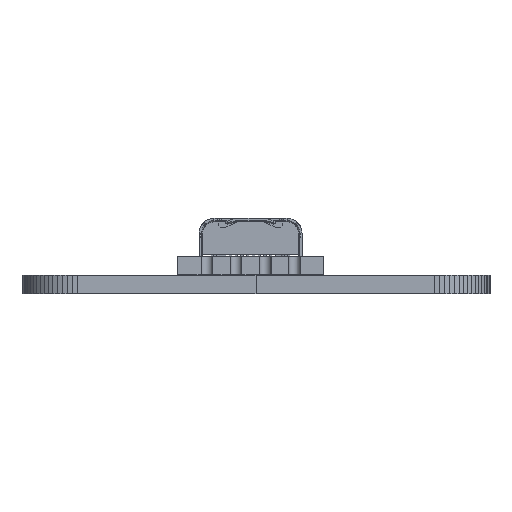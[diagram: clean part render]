
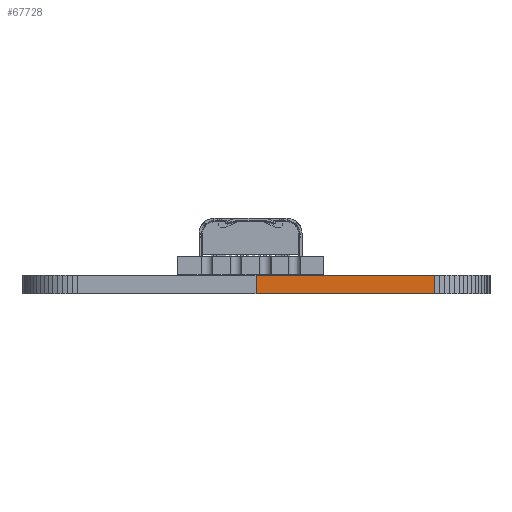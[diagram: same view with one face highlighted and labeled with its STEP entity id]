
A CAD part, front view. The second image highlights one B-rep face of the part: STEP entity #67728.
In plain terms, the highlighted planar face has unit normal (0, -1, 0).
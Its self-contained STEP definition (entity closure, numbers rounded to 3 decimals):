
#61721 = PLANE('',#61722);
#61722 = AXIS2_PLACEMENT_3D('',#61723,#61724,#61725);
#61723 = CARTESIAN_POINT('',(190.356,-79.231,1.58));
#61724 = DIRECTION('',(-0.,-0.,-1.));
#61725 = DIRECTION('',(-1.,0.,0.));
#61775 = PLANE('',#61776);
#61776 = AXIS2_PLACEMENT_3D('',#61777,#61778,#61779);
#61777 = CARTESIAN_POINT('',(190.356,-79.231,0.));
#61778 = DIRECTION('',(-0.,-0.,-1.));
#61779 = DIRECTION('',(-1.,0.,0.));
#62836 = VERTEX_POINT('',#62837);
#62837 = CARTESIAN_POINT('',(205.85,-99.551,0.));
#62851 = PLANE('',#62852);
#62852 = AXIS2_PLACEMENT_3D('',#62853,#62854,#62855);
#62853 = CARTESIAN_POINT('',(206.296,-99.531,0.));
#62854 = DIRECTION('',(0.046,-0.999,0.));
#62855 = DIRECTION('',(-0.999,-0.046,0.));
#62863 = EDGE_CURVE('',#62836,#62864,#62866,.T.);
#62864 = VERTEX_POINT('',#62865);
#62865 = CARTESIAN_POINT('',(190.356,-99.551,0.));
#62866 = SURFACE_CURVE('',#62867,(#62871,#62878),.PCURVE_S1.);
#62867 = LINE('',#62868,#62869);
#62868 = CARTESIAN_POINT('',(205.85,-99.551,0.));
#62869 = VECTOR('',#62870,1.);
#62870 = DIRECTION('',(-1.,0.,0.));
#62871 = PCURVE('',#61775,#62872);
#62872 = DEFINITIONAL_REPRESENTATION('',(#62873),#62877);
#62873 = LINE('',#62874,#62875);
#62874 = CARTESIAN_POINT('',(-15.494,-20.32));
#62875 = VECTOR('',#62876,1.);
#62876 = DIRECTION('',(1.,0.));
#62877 = ( GEOMETRIC_REPRESENTATION_CONTEXT(2) 
PARAMETRIC_REPRESENTATION_CONTEXT() REPRESENTATION_CONTEXT('2D SPACE',''
  ) );
#62878 = PCURVE('',#62879,#62884);
#62879 = PLANE('',#62880);
#62880 = AXIS2_PLACEMENT_3D('',#62881,#62882,#62883);
#62881 = CARTESIAN_POINT('',(205.85,-99.551,0.));
#62882 = DIRECTION('',(0.,-1.,0.));
#62883 = DIRECTION('',(-1.,0.,0.));
#62884 = DEFINITIONAL_REPRESENTATION('',(#62885),#62889);
#62885 = LINE('',#62886,#62887);
#62886 = CARTESIAN_POINT('',(0.,-0.));
#62887 = VECTOR('',#62888,1.);
#62888 = DIRECTION('',(1.,0.));
#62889 = ( GEOMETRIC_REPRESENTATION_CONTEXT(2) 
PARAMETRIC_REPRESENTATION_CONTEXT() REPRESENTATION_CONTEXT('2D SPACE',''
  ) );
#62907 = PLANE('',#62908);
#62908 = AXIS2_PLACEMENT_3D('',#62909,#62910,#62911);
#62909 = CARTESIAN_POINT('',(190.356,-99.551,0.));
#62910 = DIRECTION('',(0.,-1.,0.));
#62911 = DIRECTION('',(-1.,0.,0.));
#64859 = VERTEX_POINT('',#64860);
#64860 = CARTESIAN_POINT('',(205.85,-99.551,1.58));
#64881 = EDGE_CURVE('',#64859,#64882,#64884,.T.);
#64882 = VERTEX_POINT('',#64883);
#64883 = CARTESIAN_POINT('',(190.356,-99.551,1.58));
#64884 = SURFACE_CURVE('',#64885,(#64889,#64896),.PCURVE_S1.);
#64885 = LINE('',#64886,#64887);
#64886 = CARTESIAN_POINT('',(205.85,-99.551,1.58));
#64887 = VECTOR('',#64888,1.);
#64888 = DIRECTION('',(-1.,0.,0.));
#64889 = PCURVE('',#61721,#64890);
#64890 = DEFINITIONAL_REPRESENTATION('',(#64891),#64895);
#64891 = LINE('',#64892,#64893);
#64892 = CARTESIAN_POINT('',(-15.494,-20.32));
#64893 = VECTOR('',#64894,1.);
#64894 = DIRECTION('',(1.,0.));
#64895 = ( GEOMETRIC_REPRESENTATION_CONTEXT(2) 
PARAMETRIC_REPRESENTATION_CONTEXT() REPRESENTATION_CONTEXT('2D SPACE',''
  ) );
#64896 = PCURVE('',#62879,#64897);
#64897 = DEFINITIONAL_REPRESENTATION('',(#64898),#64902);
#64898 = LINE('',#64899,#64900);
#64899 = CARTESIAN_POINT('',(0.,-1.58));
#64900 = VECTOR('',#64901,1.);
#64901 = DIRECTION('',(1.,0.));
#64902 = ( GEOMETRIC_REPRESENTATION_CONTEXT(2) 
PARAMETRIC_REPRESENTATION_CONTEXT() REPRESENTATION_CONTEXT('2D SPACE',''
  ) );
#67680 = EDGE_CURVE('',#62836,#64859,#67681,.T.);
#67681 = SURFACE_CURVE('',#67682,(#67686,#67693),.PCURVE_S1.);
#67682 = LINE('',#67683,#67684);
#67683 = CARTESIAN_POINT('',(205.85,-99.551,0.));
#67684 = VECTOR('',#67685,1.);
#67685 = DIRECTION('',(0.,0.,1.));
#67686 = PCURVE('',#62851,#67687);
#67687 = DEFINITIONAL_REPRESENTATION('',(#67688),#67692);
#67688 = LINE('',#67689,#67690);
#67689 = CARTESIAN_POINT('',(0.446,0.));
#67690 = VECTOR('',#67691,1.);
#67691 = DIRECTION('',(0.,-1.));
#67692 = ( GEOMETRIC_REPRESENTATION_CONTEXT(2) 
PARAMETRIC_REPRESENTATION_CONTEXT() REPRESENTATION_CONTEXT('2D SPACE',''
  ) );
#67693 = PCURVE('',#62879,#67694);
#67694 = DEFINITIONAL_REPRESENTATION('',(#67695),#67699);
#67695 = LINE('',#67696,#67697);
#67696 = CARTESIAN_POINT('',(0.,-0.));
#67697 = VECTOR('',#67698,1.);
#67698 = DIRECTION('',(0.,-1.));
#67699 = ( GEOMETRIC_REPRESENTATION_CONTEXT(2) 
PARAMETRIC_REPRESENTATION_CONTEXT() REPRESENTATION_CONTEXT('2D SPACE',''
  ) );
#67728 = ADVANCED_FACE('',(#67729),#62879,.T.);
#67729 = FACE_BOUND('',#67730,.T.);
#67730 = EDGE_LOOP('',(#67731,#67732,#67733,#67754));
#67731 = ORIENTED_EDGE('',*,*,#67680,.T.);
#67732 = ORIENTED_EDGE('',*,*,#64881,.T.);
#67733 = ORIENTED_EDGE('',*,*,#67734,.F.);
#67734 = EDGE_CURVE('',#62864,#64882,#67735,.T.);
#67735 = SURFACE_CURVE('',#67736,(#67740,#67747),.PCURVE_S1.);
#67736 = LINE('',#67737,#67738);
#67737 = CARTESIAN_POINT('',(190.356,-99.551,0.));
#67738 = VECTOR('',#67739,1.);
#67739 = DIRECTION('',(0.,0.,1.));
#67740 = PCURVE('',#62879,#67741);
#67741 = DEFINITIONAL_REPRESENTATION('',(#67742),#67746);
#67742 = LINE('',#67743,#67744);
#67743 = CARTESIAN_POINT('',(15.494,0.));
#67744 = VECTOR('',#67745,1.);
#67745 = DIRECTION('',(0.,-1.));
#67746 = ( GEOMETRIC_REPRESENTATION_CONTEXT(2) 
PARAMETRIC_REPRESENTATION_CONTEXT() REPRESENTATION_CONTEXT('2D SPACE',''
  ) );
#67747 = PCURVE('',#62907,#67748);
#67748 = DEFINITIONAL_REPRESENTATION('',(#67749),#67753);
#67749 = LINE('',#67750,#67751);
#67750 = CARTESIAN_POINT('',(0.,-0.));
#67751 = VECTOR('',#67752,1.);
#67752 = DIRECTION('',(0.,-1.));
#67753 = ( GEOMETRIC_REPRESENTATION_CONTEXT(2) 
PARAMETRIC_REPRESENTATION_CONTEXT() REPRESENTATION_CONTEXT('2D SPACE',''
  ) );
#67754 = ORIENTED_EDGE('',*,*,#62863,.F.);
